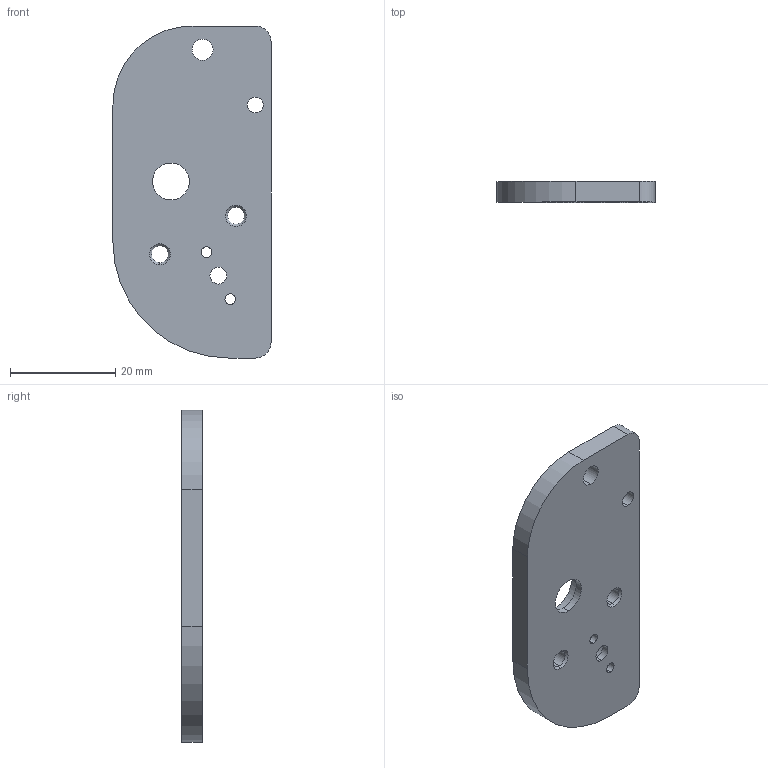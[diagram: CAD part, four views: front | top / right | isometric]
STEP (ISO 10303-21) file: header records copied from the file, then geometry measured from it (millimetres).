
FILE_DESCRIPTION (( 'STEP AP214' ), '1' );
FILE_NAME ('new side part.STEP', '2018-12-05T05:58:05', ( '' ), ( '' ), 'SwSTEP 2.0', 'SolidWorks 2016', '' );
FILE_SCHEMA (( 'AUTOMOTIVE_DESIGN' ));
Length unit declared in the file: millimetre
Products named in the file (1): new side part
Bounding box: 30 x 3.9 x 63 mm (x, y, z)
Volume: 6241.5 mm3; surface area: 4380.3 mm2
Topology: 1 solids, 1 shells, 70 faces, 189 edges, 122 vertices
Faces by surface type: cylinder 50, plane 10, cone 6, bspline 4
Entity records: 4113 total; most frequent: CARTESIAN_POINT 2444, ORIENTED_EDGE 374, DIRECTION 312, EDGE_CURVE 187, VERTEX_POINT 122, AXIS2_PLACEMENT_3D 121, EDGE_LOOP 89, ADVANCED_FACE 70
